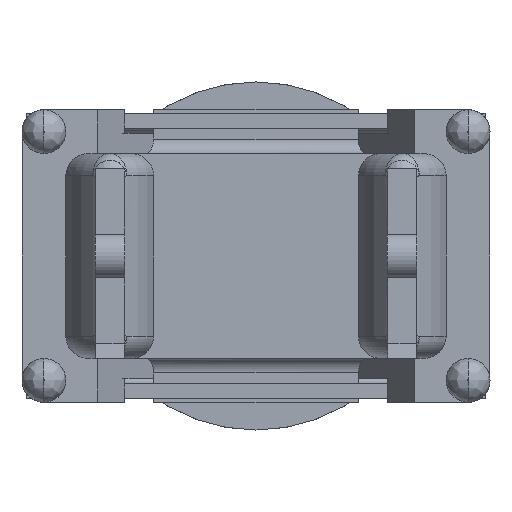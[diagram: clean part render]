
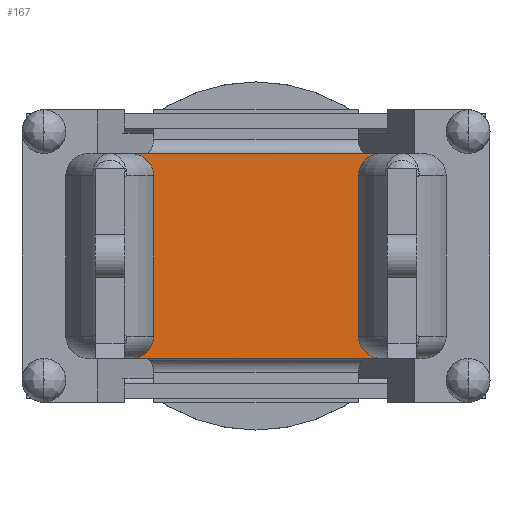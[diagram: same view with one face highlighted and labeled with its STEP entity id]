
A CAD part, front view. The second image highlights one B-rep face of the part: STEP entity #167.
In plain terms, the highlighted planar face has unit normal (0, -1, 0).
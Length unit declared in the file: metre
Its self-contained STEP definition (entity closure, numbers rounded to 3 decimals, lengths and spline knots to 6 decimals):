
#167 = ADVANCED_FACE( '', ( #569 ), #570, .T. );
#569 = FACE_OUTER_BOUND( '', #1419, .T. );
#570 = PLANE( '', #1420 );
#1419 = EDGE_LOOP( '', ( #2940, #2941, #2942, #2943, #2944, #2945, #2946, #2947 ) );
#1420 = AXIS2_PLACEMENT_3D( '', #2948, #2949, #2950 );
#2940 = ORIENTED_EDGE( '', *, *, #4659, .F. );
#2941 = ORIENTED_EDGE( '', *, *, #4660, .T. );
#2942 = ORIENTED_EDGE( '', *, *, #4661, .F. );
#2943 = ORIENTED_EDGE( '', *, *, #4193, .T. );
#2944 = ORIENTED_EDGE( '', *, *, #4662, .F. );
#2945 = ORIENTED_EDGE( '', *, *, #4582, .F. );
#2946 = ORIENTED_EDGE( '', *, *, #4481, .F. );
#2947 = ORIENTED_EDGE( '', *, *, #4663, .T. );
#2948 = CARTESIAN_POINT( '', ( -0.004064, -0.006769, -0.00254 ) );
#2949 = DIRECTION( '', ( 0., -1., 0. ) );
#2950 = DIRECTION( '', ( 0., 0., -1. ) );
#4193 = EDGE_CURVE( '', #4951, #4960, #4962, .T. );
#4481 = EDGE_CURVE( '', #5491, #5484, #5493, .T. );
#4582 = EDGE_CURVE( '', #5484, #5659, #5660, .T. );
#4659 = EDGE_CURVE( '', #5783, #5784, #5785, .T. );
#4660 = EDGE_CURVE( '', #5783, #5786, #5787, .T. );
#4661 = EDGE_CURVE( '', #4951, #5786, #5788, .T. );
#4662 = EDGE_CURVE( '', #5659, #4960, #5789, .T. );
#4663 = EDGE_CURVE( '', #5491, #5784, #5790, .T. );
#4951 = VERTEX_POINT( '', #6283 );
#4960 = VERTEX_POINT( '', #6296 );
#4962 = LINE( '', #6298, #6299 );
#5484 = VERTEX_POINT( '', #7208 );
#5491 = VERTEX_POINT( '', #7228 );
#5493 = B_SPLINE_CURVE_WITH_KNOTS( '', 3, ( #7230, #7231, #7232, #7233, #7234, #7235, #7236, #7237, #7238, #7239, #7240, #7241, #7242, #7243, #7244 ), .UNSPECIFIED., .F., .F., ( 4, 1, 1, 1, 1, 1, 1, 1, 1, 1, 1, 1, 4 ), ( 0., 0.083333, 0.166667, 0.25, 0.333333, 0.416667, 0.5, 0.583333, 0.666667, 0.75, 0.833333, 0.916667, 1. ), .UNSPECIFIED. );
#5659 = VERTEX_POINT( '', #7498 );
#5660 = LINE( '', #7499, #7500 );
#5783 = VERTEX_POINT( '', #7732 );
#5784 = VERTEX_POINT( '', #7733 );
#5785 = B_SPLINE_CURVE_WITH_KNOTS( '', 3, ( #7734, #7735, #7736, #7737, #7738, #7739, #7740, #7741, #7742, #7743, #7744, #7745, #7746, #7747, #7748 ), .UNSPECIFIED., .F., .F., ( 4, 1, 1, 1, 1, 1, 1, 1, 1, 1, 1, 1, 4 ), ( 0., 0.083333, 0.166667, 0.25, 0.333333, 0.416667, 0.5, 0.583333, 0.666667, 0.75, 0.833333, 0.916667, 1. ), .UNSPECIFIED. );
#5786 = VERTEX_POINT( '', #7749 );
#5787 = LINE( '', #7750, #7751 );
#5788 = B_SPLINE_CURVE_WITH_KNOTS( '', 3, ( #7752, #7753, #7754, #7755, #7756, #7757, #7758, #7759, #7760, #7761, #7762, #7763, #7764, #7765, #7766 ), .UNSPECIFIED., .F., .F., ( 4, 1, 1, 1, 1, 1, 1, 1, 1, 1, 1, 1, 4 ), ( 0., 0.083333, 0.166667, 0.25, 0.333333, 0.416667, 0.5, 0.583333, 0.666667, 0.75, 0.833333, 0.916667, 1. ), .UNSPECIFIED. );
#5789 = B_SPLINE_CURVE_WITH_KNOTS( '', 3, ( #7767, #7768, #7769, #7770, #7771, #7772, #7773, #7774, #7775, #7776, #7777, #7778, #7779, #7780, #7781 ), .UNSPECIFIED., .F., .F., ( 4, 1, 1, 1, 1, 1, 1, 1, 1, 1, 1, 1, 4 ), ( 0., 0.083333, 0.166667, 0.25, 0.333333, 0.416667, 0.5, 0.583333, 0.666667, 0.75, 0.833333, 0.916667, 1. ), .UNSPECIFIED. );
#5790 = LINE( '', #7782, #7783 );
#6283 = CARTESIAN_POINT( '', ( -0.001778, -0.006769, 0.001397 ) );
#6296 = CARTESIAN_POINT( '', ( -0.001778, -0.006769, -0.001397 ) );
#6298 = CARTESIAN_POINT( '', ( -0.001778, -0.006769, 0.001397 ) );
#6299 = VECTOR( '', #8362, 1. );
#7208 = CARTESIAN_POINT( '', ( 0.002176, -0.006769, -0.001778 ) );
#7228 = CARTESIAN_POINT( '', ( 0.001778, -0.006769, -0.001397 ) );
#7230 = CARTESIAN_POINT( '', ( 0.001778, -0.006769, -0.001397 ) );
#7231 = CARTESIAN_POINT( '', ( 0.001778, -0.006769, -0.001414 ) );
#7232 = CARTESIAN_POINT( '', ( 0.00178, -0.006769, -0.001447 ) );
#7233 = CARTESIAN_POINT( '', ( 0.00179, -0.006769, -0.001496 ) );
#7234 = CARTESIAN_POINT( '', ( 0.001807, -0.006769, -0.001543 ) );
#7235 = CARTESIAN_POINT( '', ( 0.00183, -0.006769, -0.001588 ) );
#7236 = CARTESIAN_POINT( '', ( 0.001859, -0.006769, -0.001629 ) );
#7237 = CARTESIAN_POINT( '', ( 0.001893, -0.006769, -0.001667 ) );
#7238 = CARTESIAN_POINT( '', ( 0.001932, -0.006769, -0.0017 ) );
#7239 = CARTESIAN_POINT( '', ( 0.001976, -0.006769, -0.001728 ) );
#7240 = CARTESIAN_POINT( '', ( 0.002023, -0.006769, -0.00175 ) );
#7241 = CARTESIAN_POINT( '', ( 0.002072, -0.006769, -0.001766 ) );
#7242 = CARTESIAN_POINT( '', ( 0.002124, -0.006769, -0.001776 ) );
#7243 = CARTESIAN_POINT( '', ( 0.002159, -0.006769, -0.001778 ) );
#7244 = CARTESIAN_POINT( '', ( 0.002176, -0.006769, -0.001778 ) );
#7498 = CARTESIAN_POINT( '', ( -0.002176, -0.006769, -0.001778 ) );
#7499 = CARTESIAN_POINT( '', ( 0.002176, -0.006769, -0.001778 ) );
#7500 = VECTOR( '', #8895, 1. );
#7732 = CARTESIAN_POINT( '', ( 0.002176, -0.006769, 0.001778 ) );
#7733 = CARTESIAN_POINT( '', ( 0.001778, -0.006769, 0.001397 ) );
#7734 = CARTESIAN_POINT( '', ( 0.002176, -0.006769, 0.001778 ) );
#7735 = CARTESIAN_POINT( '', ( 0.002159, -0.006769, 0.001778 ) );
#7736 = CARTESIAN_POINT( '', ( 0.002124, -0.006769, 0.001776 ) );
#7737 = CARTESIAN_POINT( '', ( 0.002072, -0.006769, 0.001766 ) );
#7738 = CARTESIAN_POINT( '', ( 0.002023, -0.006769, 0.00175 ) );
#7739 = CARTESIAN_POINT( '', ( 0.001976, -0.006769, 0.001728 ) );
#7740 = CARTESIAN_POINT( '', ( 0.001932, -0.006769, 0.0017 ) );
#7741 = CARTESIAN_POINT( '', ( 0.001893, -0.006769, 0.001667 ) );
#7742 = CARTESIAN_POINT( '', ( 0.001859, -0.006769, 0.001629 ) );
#7743 = CARTESIAN_POINT( '', ( 0.00183, -0.006769, 0.001588 ) );
#7744 = CARTESIAN_POINT( '', ( 0.001807, -0.006769, 0.001543 ) );
#7745 = CARTESIAN_POINT( '', ( 0.00179, -0.006769, 0.001496 ) );
#7746 = CARTESIAN_POINT( '', ( 0.00178, -0.006769, 0.001447 ) );
#7747 = CARTESIAN_POINT( '', ( 0.001778, -0.006769, 0.001414 ) );
#7748 = CARTESIAN_POINT( '', ( 0.001778, -0.006769, 0.001397 ) );
#7749 = CARTESIAN_POINT( '', ( -0.002176, -0.006769, 0.001778 ) );
#7750 = CARTESIAN_POINT( '', ( 0.002176, -0.006769, 0.001778 ) );
#7751 = VECTOR( '', #8989, 1. );
#7752 = CARTESIAN_POINT( '', ( -0.001778, -0.006769, 0.001397 ) );
#7753 = CARTESIAN_POINT( '', ( -0.001778, -0.006769, 0.001414 ) );
#7754 = CARTESIAN_POINT( '', ( -0.00178, -0.006769, 0.001447 ) );
#7755 = CARTESIAN_POINT( '', ( -0.00179, -0.006769, 0.001496 ) );
#7756 = CARTESIAN_POINT( '', ( -0.001807, -0.006769, 0.001543 ) );
#7757 = CARTESIAN_POINT( '', ( -0.00183, -0.006769, 0.001588 ) );
#7758 = CARTESIAN_POINT( '', ( -0.001859, -0.006769, 0.001629 ) );
#7759 = CARTESIAN_POINT( '', ( -0.001893, -0.006769, 0.001667 ) );
#7760 = CARTESIAN_POINT( '', ( -0.001932, -0.006769, 0.0017 ) );
#7761 = CARTESIAN_POINT( '', ( -0.001976, -0.006769, 0.001728 ) );
#7762 = CARTESIAN_POINT( '', ( -0.002023, -0.006769, 0.00175 ) );
#7763 = CARTESIAN_POINT( '', ( -0.002072, -0.006769, 0.001766 ) );
#7764 = CARTESIAN_POINT( '', ( -0.002124, -0.006769, 0.001776 ) );
#7765 = CARTESIAN_POINT( '', ( -0.002159, -0.006769, 0.001778 ) );
#7766 = CARTESIAN_POINT( '', ( -0.002176, -0.006769, 0.001778 ) );
#7767 = CARTESIAN_POINT( '', ( -0.002176, -0.006769, -0.001778 ) );
#7768 = CARTESIAN_POINT( '', ( -0.002159, -0.006769, -0.001778 ) );
#7769 = CARTESIAN_POINT( '', ( -0.002124, -0.006769, -0.001776 ) );
#7770 = CARTESIAN_POINT( '', ( -0.002072, -0.006769, -0.001766 ) );
#7771 = CARTESIAN_POINT( '', ( -0.002023, -0.006769, -0.00175 ) );
#7772 = CARTESIAN_POINT( '', ( -0.001976, -0.006769, -0.001728 ) );
#7773 = CARTESIAN_POINT( '', ( -0.001932, -0.006769, -0.0017 ) );
#7774 = CARTESIAN_POINT( '', ( -0.001893, -0.006769, -0.001667 ) );
#7775 = CARTESIAN_POINT( '', ( -0.001859, -0.006769, -0.001629 ) );
#7776 = CARTESIAN_POINT( '', ( -0.00183, -0.006769, -0.001588 ) );
#7777 = CARTESIAN_POINT( '', ( -0.001807, -0.006769, -0.001543 ) );
#7778 = CARTESIAN_POINT( '', ( -0.00179, -0.006769, -0.001496 ) );
#7779 = CARTESIAN_POINT( '', ( -0.00178, -0.006769, -0.001447 ) );
#7780 = CARTESIAN_POINT( '', ( -0.001778, -0.006769, -0.001414 ) );
#7781 = CARTESIAN_POINT( '', ( -0.001778, -0.006769, -0.001397 ) );
#7782 = CARTESIAN_POINT( '', ( 0.001778, -0.006769, -0.001397 ) );
#7783 = VECTOR( '', #8990, 1. );
#8362 = DIRECTION( '', ( 0., 0., -1. ) );
#8895 = DIRECTION( '', ( -1., 0., 0. ) );
#8989 = DIRECTION( '', ( -1., 0., 0. ) );
#8990 = DIRECTION( '', ( 0., 0., 1. ) );
